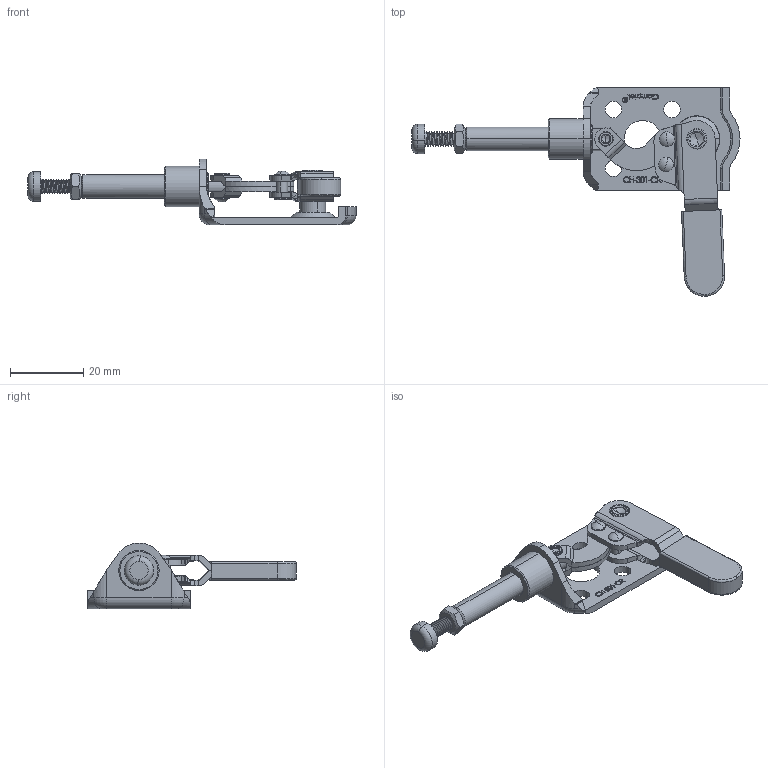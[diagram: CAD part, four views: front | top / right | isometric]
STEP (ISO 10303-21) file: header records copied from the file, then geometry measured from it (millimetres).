
FILE_DESCRIPTION (( 'STEP AP203' ), '1' );
FILE_NAME ('CH-301-CR.STEP', '2017-11-28T12:43:38', ( 'Windows' ), ( 'Microsoft' ), 'SwSTEP 2.0', 'SolidWorks 2015', '' );
FILE_SCHEMA (( 'CONFIG_CONTROL_DESIGN' ));
Length unit declared in the file: millimetre
Products named in the file (10): 蟀; 忒梟; 絳芠; CH-301-CR; 階粣; 蹟譫; 揤芛蹟佪; 酗穩; 笢穩; CH-301-CR菁釱
Assembly tree (10 placements, depth 2):
  CH-301-CR
    絳芠
    階粣
    蹟譫
    揤芛蹟佪
    酗穩
    笢穩  x2
    CH-301-CR菁釱
    蟀
    忒梟
Bounding box: 89.48 x 56.94 x 18 mm (x, y, z)
Volume: 7780.4 mm3; surface area: 11031.5 mm2
Topology: 15 solids, 15 shells, 679 faces, 1710 edges, 1089 vertices
Faces by surface type: plane 276, cylinder 176, bspline 132, torus 50, cone 45
Entity records: 32839 total; most frequent: CARTESIAN_POINT 16705, ORIENTED_EDGE 3300, DIRECTION 2798, EDGE_CURVE 1650, VERTEX_POINT 1063, AXIS2_PLACEMENT_3D 954, VECTOR 890, LINE 890
